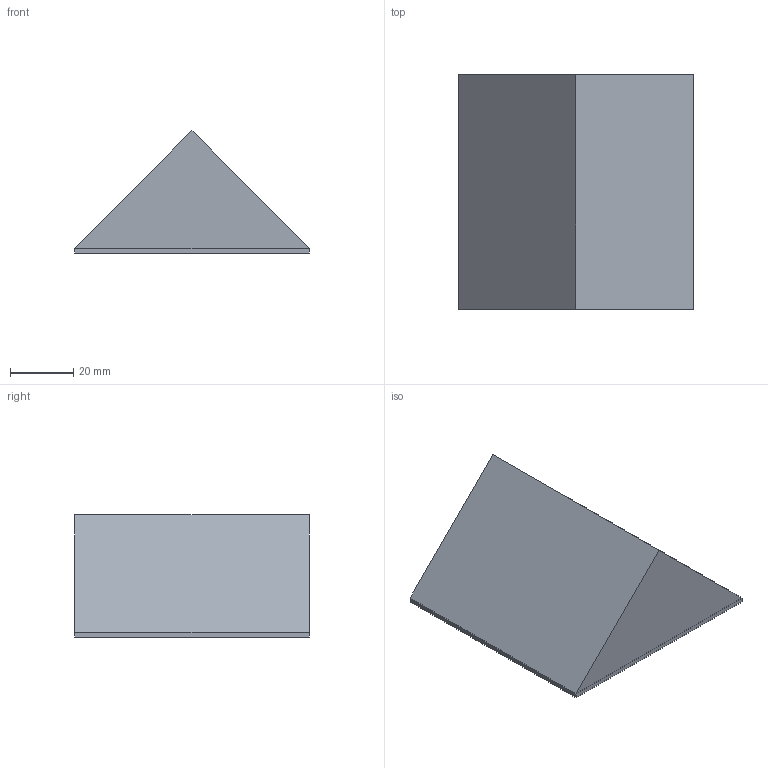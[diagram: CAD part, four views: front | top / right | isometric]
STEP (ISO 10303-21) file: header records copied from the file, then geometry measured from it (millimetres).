
FILE_DESCRIPTION(/* description */ (''),/* implementation_level */ '2;1');
FILE_NAME(/* name */ 'DIFFUS~1',/* time_stamp */ '2017-04-15T08:30:02-04:00',/* author */ (''),/* organization */ (''),/* preprocessor_version */ 'ST-DEVELOPER v15',/* originating_system */ '',/* authorisation */ '');
FILE_SCHEMA (('AUTOMOTIVE_DESIGN'));
Length unit declared in the file: millimetre
Products named in the file (1): Document
Bounding box: 74.17 x 74.17 x 38.59 mm (x, y, z)
Volume: 12537.8 mm3; surface area: 21534.3 mm2
Topology: 1 solids, 1 shells, 17 faces, 34 edges, 20 vertices
Faces by surface type: plane 17
Entity records: 392 total; most frequent: CARTESIAN_POINT 107, ORIENTED_EDGE 68, EDGE_CURVE 34, B_SPLINE_CURVE_WITH_KNOTS 34, DIRECTION 21, VERTEX_POINT 20, AXIS2_PLACEMENT_3D 19, EDGE_LOOP 18
